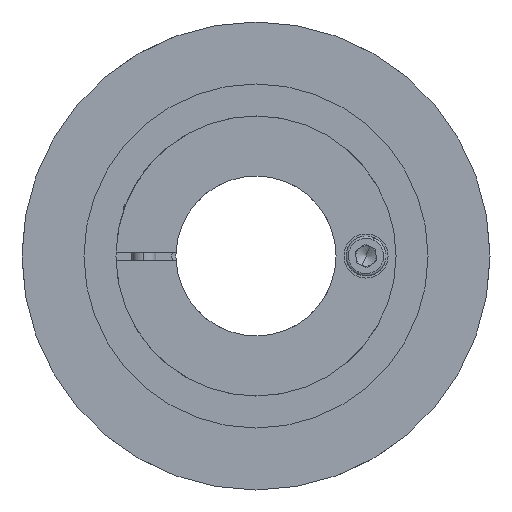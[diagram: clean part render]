
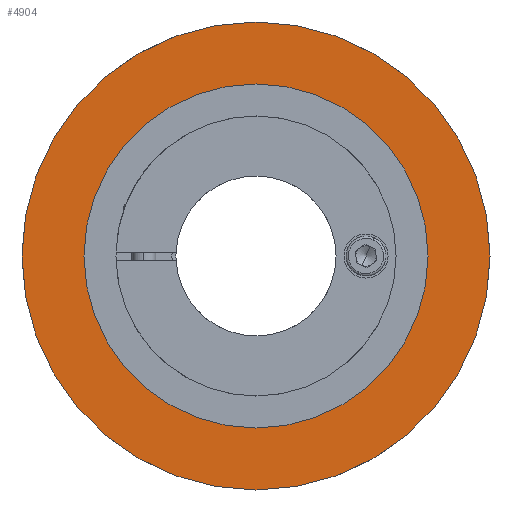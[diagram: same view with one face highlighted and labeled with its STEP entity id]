
A CAD part, left-side view. The second image highlights one B-rep face of the part: STEP entity #4904.
In plain terms, the highlighted planar face has unit normal (-1, 0, 0).
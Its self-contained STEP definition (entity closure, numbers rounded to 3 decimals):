
#183 = CARTESIAN_POINT ( 'NONE',  ( 0., 0., 0. ) ) ;
#230 = PLANE ( 'NONE',  #744 ) ;
#311 = FACE_BOUND ( 'NONE', #5399, .T. ) ;
#461 = ORIENTED_EDGE ( 'NONE', *, *, #514, .F. ) ;
#514 = EDGE_CURVE ( 'NONE', #3665, #2034, #3996, .T. ) ;
#744 = AXIS2_PLACEMENT_3D ( 'NONE', #1171, #1569, #1935 ) ;
#872 = VERTEX_POINT ( 'NONE', #1587 ) ;
#954 = VERTEX_POINT ( 'NONE', #2428 ) ;
#978 = DIRECTION ( 'NONE',  ( 0., 0., 1. ) ) ;
#1171 = CARTESIAN_POINT ( 'NONE',  ( 0., 0., 0. ) ) ;
#1245 = AXIS2_PLACEMENT_3D ( 'NONE', #5298, #1870, #978 ) ;
#1264 = EDGE_LOOP ( 'NONE', ( #1682, #4613 ) ) ;
#1349 = CARTESIAN_POINT ( 'NONE',  ( 0., 0., 0. ) ) ;
#1569 = DIRECTION ( 'NONE',  ( 1., 0., 0. ) ) ;
#1587 = CARTESIAN_POINT ( 'NONE',  ( 0., 0., 58.5 ) ) ;
#1682 = ORIENTED_EDGE ( 'NONE', *, *, #3952, .T. ) ;
#1870 = DIRECTION ( 'NONE',  ( -1., 0., 0. ) ) ;
#1919 = AXIS2_PLACEMENT_3D ( 'NONE', #1349, #3506, #5200 ) ;
#1935 = DIRECTION ( 'NONE',  ( 0., 0., -1. ) ) ;
#1992 = AXIS2_PLACEMENT_3D ( 'NONE', #183, #3940, #4332 ) ;
#2034 = VERTEX_POINT ( 'NONE', #5244 ) ;
#2357 = CARTESIAN_POINT ( 'NONE',  ( 0., 0., 0. ) ) ;
#2390 = FACE_OUTER_BOUND ( 'NONE', #1264, .T. ) ;
#2428 = CARTESIAN_POINT ( 'NONE',  ( 0., 0., -58.5 ) ) ;
#2796 = DIRECTION ( 'NONE',  ( -1., 0., 0. ) ) ;
#3391 = CARTESIAN_POINT ( 'NONE',  ( 0., 0., -43. ) ) ;
#3506 = DIRECTION ( 'NONE',  ( -1., 0., 0. ) ) ;
#3615 = EDGE_CURVE ( 'NONE', #954, #872, #5290, .T. ) ;
#3665 = VERTEX_POINT ( 'NONE', #3391 ) ;
#3940 = DIRECTION ( 'NONE',  ( -1., 0., 0. ) ) ;
#3952 = EDGE_CURVE ( 'NONE', #872, #954, #5095, .T. ) ;
#3996 = CIRCLE ( 'NONE', #1245, 43. ) ;
#4031 = CIRCLE ( 'NONE', #1992, 43. ) ;
#4332 = DIRECTION ( 'NONE',  ( 0., 0., 1. ) ) ;
#4400 = EDGE_CURVE ( 'NONE', #2034, #3665, #4031, .T. ) ;
#4613 = ORIENTED_EDGE ( 'NONE', *, *, #3615, .T. ) ;
#4751 = AXIS2_PLACEMENT_3D ( 'NONE', #2357, #2796, #4926 ) ;
#4904 = ADVANCED_FACE ( 'NONE', ( #311, #2390 ), #230, .F. ) ;
#4926 = DIRECTION ( 'NONE',  ( 0., 0., 1. ) ) ;
#5095 = CIRCLE ( 'NONE', #4751, 58.5 ) ;
#5117 = ORIENTED_EDGE ( 'NONE', *, *, #4400, .F. ) ;
#5200 = DIRECTION ( 'NONE',  ( 0., 0., 1. ) ) ;
#5244 = CARTESIAN_POINT ( 'NONE',  ( 0., 0., 43. ) ) ;
#5290 = CIRCLE ( 'NONE', #1919, 58.5 ) ;
#5298 = CARTESIAN_POINT ( 'NONE',  ( 0., 0., 0. ) ) ;
#5399 = EDGE_LOOP ( 'NONE', ( #5117, #461 ) ) ;
